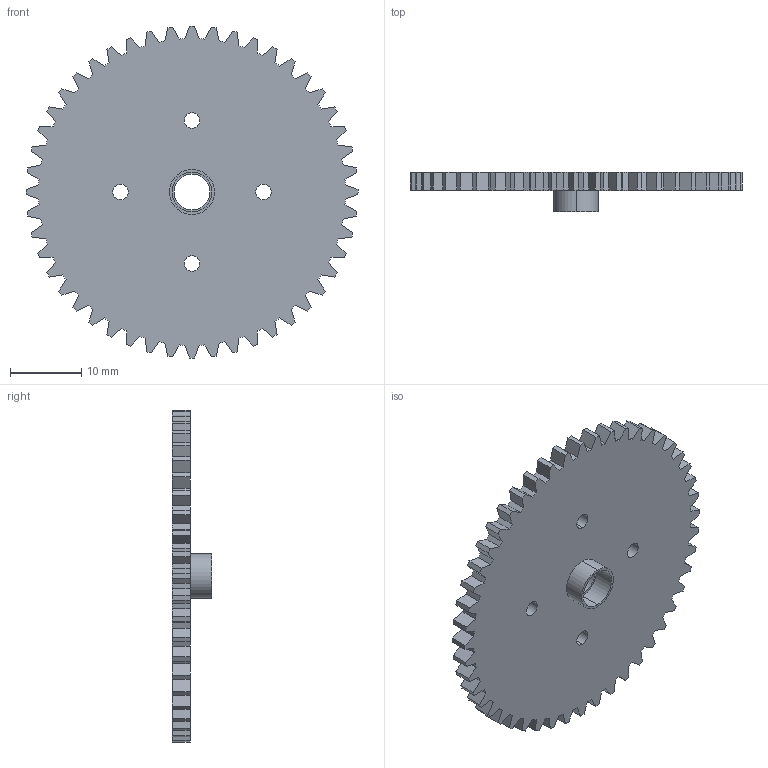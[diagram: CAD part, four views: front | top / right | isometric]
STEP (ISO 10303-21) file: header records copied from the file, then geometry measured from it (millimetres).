
FILE_DESCRIPTION (( 'STEP AP214' ), '1' );
FILE_NAME ('Delrin Gears.STEP', '2024-12-21T16:32:42', ( '' ), ( '' ), 'SwSTEP 2.0', 'SolidWorks 2024', '' );
FILE_SCHEMA (( 'AUTOMOTIVE_DESIGN' ));
Length unit declared in the file: millimetre
Products named in the file (1): Delrin Gears
Bounding box: 46.5 x 5.5 x 46.5 mm (x, y, z)
Volume: 3847.3 mm3; surface area: 3916.9 mm2
Topology: 1 solids, 1 shells, 210 faces, 618 edges, 412 vertices
Faces by surface type: plane 148, cylinder 62
Entity records: 7009 total; most frequent: CARTESIAN_POINT 1241, ORIENTED_EDGE 1236, DIRECTION 1164, EDGE_CURVE 618, LINE 494, VECTOR 494, VERTEX_POINT 412, AXIS2_PLACEMENT_3D 335
